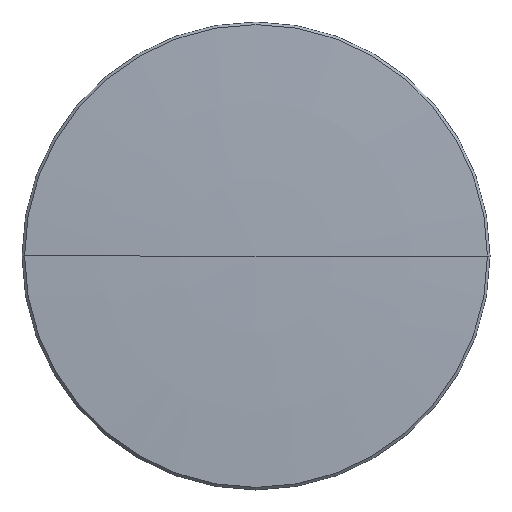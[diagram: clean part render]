
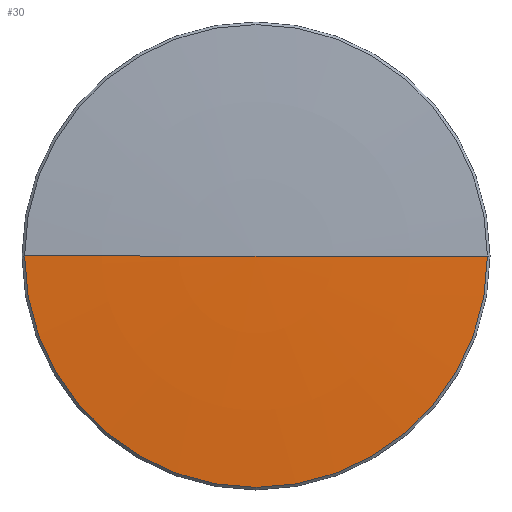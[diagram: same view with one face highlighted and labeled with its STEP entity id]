
A CAD part, left-side view. The second image highlights one B-rep face of the part: STEP entity #30.
In plain terms, the highlighted toroidal (fillet/blend) face has major radius 0.077 mm and minor radius 229.6 mm.
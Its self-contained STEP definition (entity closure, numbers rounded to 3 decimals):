
#30 = ADVANCED_FACE ( 'NONE', ( #155 ), #213, .T. ) ;
#31 = EDGE_LOOP ( 'NONE', ( #83, #104, #91 ) ) ;
#80 = VERTEX_POINT ( 'NONE', #320 ) ;
#82 = EDGE_CURVE ( 'NONE', #109, #80, #319, .T. ) ;
#83 = ORIENTED_EDGE ( 'NONE', *, *, #82, .F. ) ;
#85 = EDGE_CURVE ( 'NONE', #101, #80, #260, .T. ) ;
#90 = EDGE_CURVE ( 'NONE', #109, #101, #350, .T. ) ;
#91 = ORIENTED_EDGE ( 'NONE', *, *, #85, .T. ) ;
#101 = VERTEX_POINT ( 'NONE', #423 ) ;
#104 = ORIENTED_EDGE ( 'NONE', *, *, #90, .T. ) ;
#109 = VERTEX_POINT ( 'NONE', #368 ) ;
#119 = DIRECTION ( 'NONE',  ( -1., 0., 0. ) ) ;
#120 = CARTESIAN_POINT ( 'NONE',  ( 228.25, 0., 0. ) ) ;
#155 = FACE_OUTER_BOUND ( 'NONE', #31, .T. ) ;
#195 = AXIS2_PLACEMENT_3D ( 'NONE', #120, #119, #204 ) ;
#204 = DIRECTION ( 'NONE',  ( 0., -1., 0. ) ) ;
#213 = TOROIDAL_SURFACE ( 'NONE', #195, -0.077, 229.6 ) ;
#256 = DIRECTION ( 'NONE',  ( -1., 0., 0. ) ) ;
#257 = DIRECTION ( 'NONE',  ( 0., 0., -1. ) ) ;
#258 = CARTESIAN_POINT ( 'NONE',  ( 228.25, 0.077, 0. ) ) ;
#259 = AXIS2_PLACEMENT_3D ( 'NONE', #258, #257, #256 ) ;
#260 = CIRCLE ( 'NONE', #259, 229.6 ) ;
#262 = DIRECTION ( 'NONE',  ( 0., -1., 0. ) ) ;
#263 = DIRECTION ( 'NONE',  ( 0., 0., 1. ) ) ;
#317 = CARTESIAN_POINT ( 'NONE',  ( 228.25, -0.077, 0. ) ) ;
#318 = AXIS2_PLACEMENT_3D ( 'NONE', #317, #263, #262 ) ;
#319 = CIRCLE ( 'NONE', #318, 229.6 ) ;
#320 = CARTESIAN_POINT ( 'NONE',  ( -1.35, 0., 0. ) ) ;
#346 = DIRECTION ( 'NONE',  ( 0., -1., 0. ) ) ;
#347 = DIRECTION ( 'NONE',  ( -1., 0., 0. ) ) ;
#348 = CARTESIAN_POINT ( 'NONE',  ( -1.002, 0., 0. ) ) ;
#349 = AXIS2_PLACEMENT_3D ( 'NONE', #348, #347, #346 ) ;
#350 = CIRCLE ( 'NONE', #349, 12.559 ) ;
#368 = CARTESIAN_POINT ( 'NONE',  ( -1.002, 12.559, 0. ) ) ;
#423 = CARTESIAN_POINT ( 'NONE',  ( -1.002, -12.559, 0. ) ) ;
